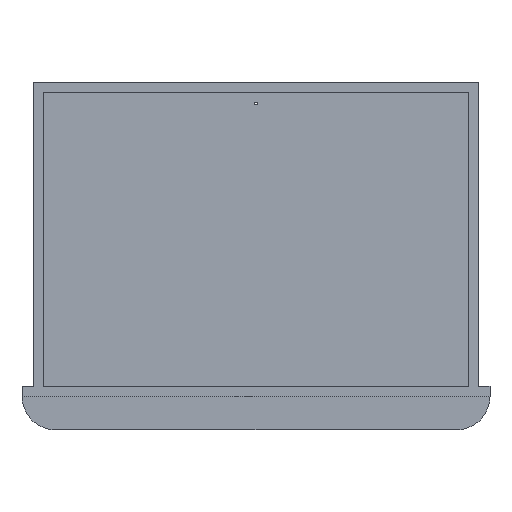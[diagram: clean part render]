
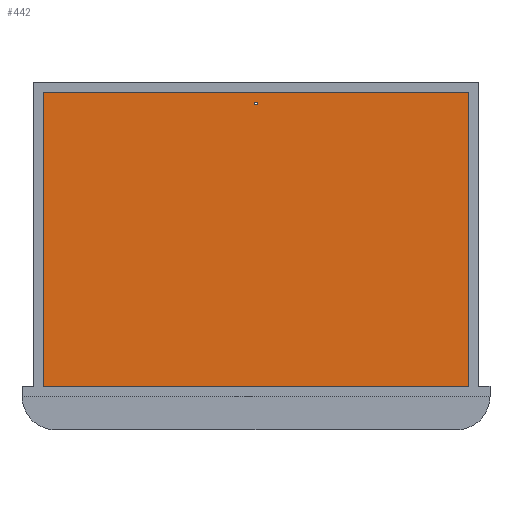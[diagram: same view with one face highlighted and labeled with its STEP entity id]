
A CAD part, top view. The second image highlights one B-rep face of the part: STEP entity #442.
In plain terms, the highlighted planar face has unit normal (0, 0, 1).
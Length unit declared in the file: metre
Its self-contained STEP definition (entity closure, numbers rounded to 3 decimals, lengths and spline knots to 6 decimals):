
#25=CIRCLE('',#488,0.00125);
#89=ORIENTED_EDGE('',*,*,#188,.F.);
#90=ORIENTED_EDGE('',*,*,#161,.T.);
#91=ORIENTED_EDGE('',*,*,#165,.T.);
#92=ORIENTED_EDGE('',*,*,#172,.F.);
#93=ORIENTED_EDGE('',*,*,#174,.F.);
#161=EDGE_CURVE('',#217,#218,#258,.T.);
#165=EDGE_CURVE('',#218,#221,#262,.T.);
#172=EDGE_CURVE('',#227,#221,#266,.T.);
#174=EDGE_CURVE('',#217,#227,#268,.T.);
#188=EDGE_CURVE('',#237,#237,#25,.T.);
#217=VERTEX_POINT('',#663);
#218=VERTEX_POINT('',#664);
#221=VERTEX_POINT('',#672);
#227=VERTEX_POINT('',#685);
#237=VERTEX_POINT('',#717);
#258=LINE('',#662,#304);
#262=LINE('',#671,#308);
#266=LINE('',#686,#312);
#268=LINE('',#689,#314);
#304=VECTOR('',#534,1.);
#308=VECTOR('',#540,1.);
#312=VECTOR('',#552,1.);
#314=VECTOR('',#556,1.);
#355=EDGE_LOOP('',(#89));
#356=EDGE_LOOP('',(#90,#91,#92,#93));
#393=FACE_BOUND('',#355,.T.);
#394=FACE_BOUND('',#356,.T.);
#423=PLANE('',#487);
#442=ADVANCED_FACE('',(#393,#394),#423,.T.);
#487=AXIS2_PLACEMENT_3D('',#715,#579,#580);
#488=AXIS2_PLACEMENT_3D('',#716,#581,#582);
#534=DIRECTION('',(1.,0.,0.));
#540=DIRECTION('',(0.,1.,0.));
#552=DIRECTION('',(1.,0.,0.));
#556=DIRECTION('',(0.,1.,0.));
#579=DIRECTION('',(0.,0.,1.));
#580=DIRECTION('',(1.,0.,0.));
#581=DIRECTION('',(0.,0.,1.));
#582=DIRECTION('',(1.,0.,0.));
#662=CARTESIAN_POINT('',(0.1985,0.009,0.009));
#663=CARTESIAN_POINT('',(0.009,0.009,0.009));
#664=CARTESIAN_POINT('',(0.388,0.009,0.009));
#671=CARTESIAN_POINT('',(0.388,0.14,0.009));
#672=CARTESIAN_POINT('',(0.388,0.271,0.009));
#685=CARTESIAN_POINT('',(0.009,0.271,0.009));
#686=CARTESIAN_POINT('',(0.1985,0.271,0.009));
#689=CARTESIAN_POINT('',(0.009,0.14,0.009));
#715=CARTESIAN_POINT('',(0.1985,0.14,0.009));
#716=CARTESIAN_POINT('',(0.1985,0.261,0.009));
#717=CARTESIAN_POINT('',(0.19975,0.261,0.009));
